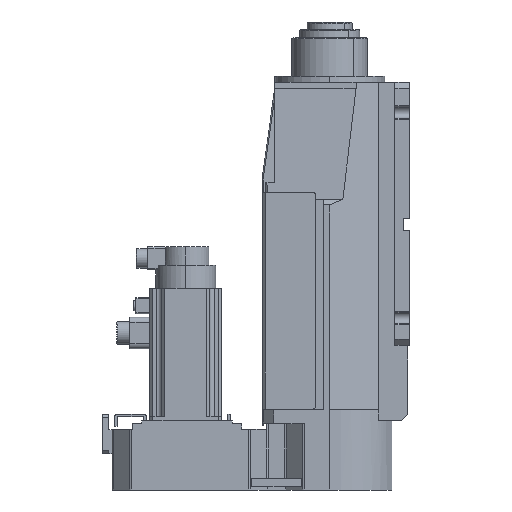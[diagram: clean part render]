
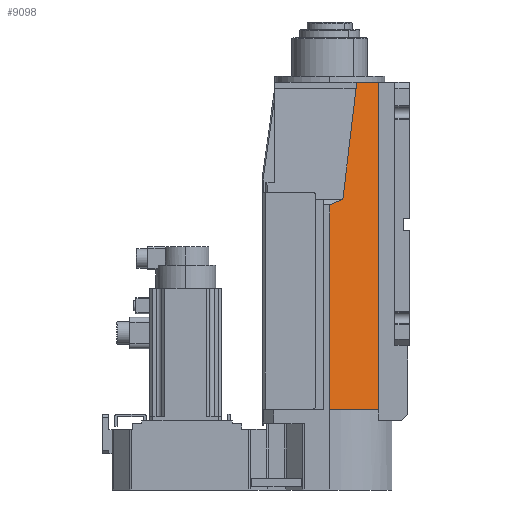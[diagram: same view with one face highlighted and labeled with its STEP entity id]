
A CAD part, left-side view. The second image highlights one B-rep face of the part: STEP entity #9098.
In plain terms, the highlighted planar face has unit normal (-0.917, -0.399, 0).
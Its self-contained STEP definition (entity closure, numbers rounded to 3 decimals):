
#536 = CARTESIAN_POINT ( 'NONE',  ( -75., -80.467, 23. ) ) ;
#537 = DIRECTION ( 'NONE',  ( -0.399, 0.917, 0. ) ) ;
#538 = VECTOR ( 'NONE', #537, 1000. ) ;
#539 = CARTESIAN_POINT ( 'NONE',  ( -75., -80.467, 23. ) ) ;
#540 = LINE ( 'NONE', #539, #538 ) ;
#541 = CARTESIAN_POINT ( 'NONE',  ( -110., 0., 23. ) ) ;
#542 = DIRECTION ( 'NONE',  ( 0., 0., 1. ) ) ;
#543 = VECTOR ( 'NONE', #542, 1000. ) ;
#544 = CARTESIAN_POINT ( 'NONE',  ( -110., 0., 0. ) ) ;
#545 = LINE ( 'NONE', #544, #543 ) ;
#546 = CARTESIAN_POINT ( 'NONE',  ( -110., 0., 362. ) ) ;
#547 = DIRECTION ( 'NONE',  ( -0.37, 0.852, -0.37 ) ) ;
#548 = VECTOR ( 'NONE', #547, 1000. ) ;
#549 = CARTESIAN_POINT ( 'NONE',  ( -100.5, -21.841, 371.5 ) ) ;
#550 = LINE ( 'NONE', #549, #548 ) ;
#568 = DIRECTION ( 'NONE',  ( 0.399, -0.917, 0. ) ) ;
#569 = DIRECTION ( 'NONE',  ( -0.917, -0.399, 0. ) ) ;
#570 = CARTESIAN_POINT ( 'NONE',  ( -75., -80.467, 23. ) ) ;
#571 = AXIS2_PLACEMENT_3D ( 'NONE', #570, #569, #568 ) ;
#572 = PLANE ( 'NONE',  #571 ) ;
#573 = FACE_OUTER_BOUND ( 'NONE', #9099, .T. ) ;
#599 = DIRECTION ( 'NONE',  ( 0., 0., -1. ) ) ;
#600 = VECTOR ( 'NONE', #599, 1000. ) ;
#601 = CARTESIAN_POINT ( 'NONE',  ( -75., -80.467, 0. ) ) ;
#7052 = DIRECTION ( 'NONE',  ( -0.051, 0.118, -0.992 ) ) ;
#7053 = VECTOR ( 'NONE', #7052, 1000. ) ;
#7054 = CARTESIAN_POINT ( 'NONE',  ( -91., -43.682, 555. ) ) ;
#7055 = LINE ( 'NONE', #7054, #7053 ) ;
#7073 = DIRECTION ( 'NONE',  ( 0., 0., -1. ) ) ;
#7074 = VECTOR ( 'NONE', #7073, 1000. ) ;
#7075 = CARTESIAN_POINT ( 'NONE',  ( -91., -43.682, 23. ) ) ;
#7076 = LINE ( 'NONE', #7075, #7074 ) ;
#7077 = CARTESIAN_POINT ( 'NONE',  ( -91., -43.682, 555. ) ) ;
#7126 = CARTESIAN_POINT ( 'NONE',  ( -100.5, -21.841, 371.5 ) ) ;
#7220 = CARTESIAN_POINT ( 'NONE',  ( -91., -43.682, 565. ) ) ;
#7358 = LINE ( 'NONE', #601, #600 ) ;
#7359 = CARTESIAN_POINT ( 'NONE',  ( -75., -80.467, 565. ) ) ;
#7360 = DIRECTION ( 'NONE',  ( -0.399, 0.917, 0. ) ) ;
#7361 = VECTOR ( 'NONE', #7360, 1000. ) ;
#7362 = CARTESIAN_POINT ( 'NONE',  ( -75., -80.467, 565. ) ) ;
#7363 = LINE ( 'NONE', #7362, #7361 ) ;
#8300 = EDGE_CURVE ( 'NONE', #8329, #8337, #7055, .T. ) ;
#8329 = VERTEX_POINT ( 'NONE', #7077 ) ;
#8331 = EDGE_CURVE ( 'NONE', #8407, #8329, #7076, .T. ) ;
#8337 = VERTEX_POINT ( 'NONE', #7126 ) ;
#8407 = VERTEX_POINT ( 'NONE', #7220 ) ;
#8541 = EDGE_CURVE ( 'NONE', #8542, #8407, #7363, .T. ) ;
#8542 = VERTEX_POINT ( 'NONE', #7359 ) ;
#9065 = ORIENTED_EDGE ( 'NONE', *, *, #8331, .T. ) ;
#9066 = ORIENTED_EDGE ( 'NONE', *, *, #8300, .T. ) ;
#9067 = ORIENTED_EDGE ( 'NONE', *, *, #9068, .T. ) ;
#9068 = EDGE_CURVE ( 'NONE', #8337, #9069, #550, .T. ) ;
#9069 = VERTEX_POINT ( 'NONE', #546 ) ;
#9070 = ORIENTED_EDGE ( 'NONE', *, *, #9071, .F. ) ;
#9071 = EDGE_CURVE ( 'NONE', #9072, #9069, #545, .T. ) ;
#9072 = VERTEX_POINT ( 'NONE', #541 ) ;
#9073 = ORIENTED_EDGE ( 'NONE', *, *, #9074, .F. ) ;
#9074 = EDGE_CURVE ( 'NONE', #9075, #9072, #540, .T. ) ;
#9075 = VERTEX_POINT ( 'NONE', #536 ) ;
#9076 = ORIENTED_EDGE ( 'NONE', *, *, #9077, .F. ) ;
#9077 = EDGE_CURVE ( 'NONE', #8542, #9075, #7358, .T. ) ;
#9078 = ORIENTED_EDGE ( 'NONE', *, *, #8541, .T. ) ;
#9098 = ADVANCED_FACE ( 'NONE', ( #573 ), #572, .T. ) ;
#9099 = EDGE_LOOP ( 'NONE', ( #9065, #9066, #9067, #9070, #9073, #9076, #9078 ) ) ;
